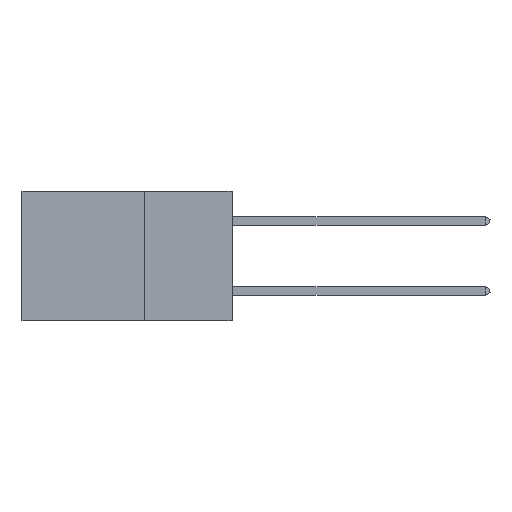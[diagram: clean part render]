
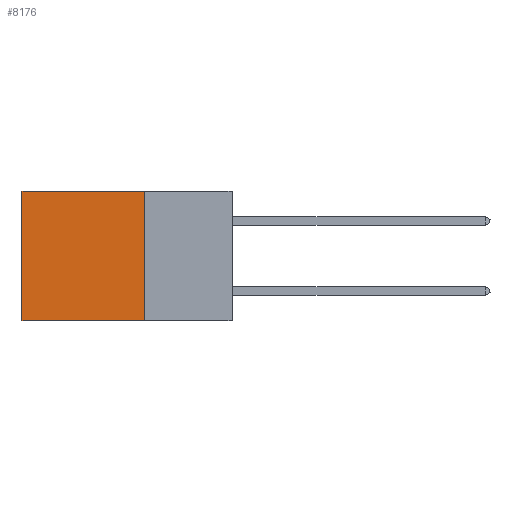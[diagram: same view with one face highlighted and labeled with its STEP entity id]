
A CAD part, left-side view. The second image highlights one B-rep face of the part: STEP entity #8176.
In plain terms, the highlighted planar face has unit normal (-1, 0, 0).
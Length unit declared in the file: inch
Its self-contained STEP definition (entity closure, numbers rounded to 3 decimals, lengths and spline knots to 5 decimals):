
#446 = VECTOR ( 'NONE', #7132, 39.37008 ) ;
#682 = VERTEX_POINT ( 'NONE', #11825 ) ;
#2110 = LINE ( 'NONE', #19840, #446 ) ;
#4311 = EDGE_CURVE ( 'NONE', #17688, #27932, #9535, .T. ) ;
#6867 = LINE ( 'NONE', #13554, #7666 ) ;
#7132 = DIRECTION ( 'NONE',  ( 0., 1., 0. ) ) ;
#7666 = VECTOR ( 'NONE', #16119, 39.37008 ) ;
#8176 = ADVANCED_FACE ( 'NONE', ( #20304 ), #19468, .F. ) ;
#9008 = CARTESIAN_POINT ( 'NONE',  ( 0.2875, 0.25, 0. ) ) ;
#9535 = LINE ( 'NONE', #11332, #29753 ) ;
#9802 = LINE ( 'NONE', #10911, #28451 ) ;
#10911 = CARTESIAN_POINT ( 'NONE',  ( 0.2875, 0.6, 0. ) ) ;
#11332 = CARTESIAN_POINT ( 'NONE',  ( 0.2875, 0.25, 0. ) ) ;
#11470 = ORIENTED_EDGE ( 'NONE', *, *, #14482, .F. ) ;
#11825 = CARTESIAN_POINT ( 'NONE',  ( 0.2875, 0.25, -0.37 ) ) ;
#11874 = DIRECTION ( 'NONE',  ( 0., 0., -1. ) ) ;
#13554 = CARTESIAN_POINT ( 'NONE',  ( 0.2875, 0.25, 0. ) ) ;
#13910 = DIRECTION ( 'NONE',  ( 0., 1., 0. ) ) ;
#14482 = EDGE_CURVE ( 'NONE', #17688, #682, #6867, .T. ) ;
#14646 = VERTEX_POINT ( 'NONE', #16763 ) ;
#16083 = DIRECTION ( 'NONE',  ( 0., 0., -1. ) ) ;
#16119 = DIRECTION ( 'NONE',  ( 0., 0., -1. ) ) ;
#16763 = CARTESIAN_POINT ( 'NONE',  ( 0.2875, 0.6, -0.37 ) ) ;
#17688 = VERTEX_POINT ( 'NONE', #9008 ) ;
#19468 = PLANE ( 'NONE',  #25991 ) ;
#19490 = EDGE_CURVE ( 'NONE', #682, #14646, #2110, .T. ) ;
#19840 = CARTESIAN_POINT ( 'NONE',  ( 0.2875, 0.25, -0.37 ) ) ;
#20304 = FACE_OUTER_BOUND ( 'NONE', #30010, .T. ) ;
#20566 = ORIENTED_EDGE ( 'NONE', *, *, #21033, .T. ) ;
#21033 = EDGE_CURVE ( 'NONE', #27932, #14646, #9802, .T. ) ;
#22004 = CARTESIAN_POINT ( 'NONE',  ( 0.2875, 0.25, 0. ) ) ;
#23732 = ORIENTED_EDGE ( 'NONE', *, *, #19490, .F. ) ;
#25162 = CARTESIAN_POINT ( 'NONE',  ( 0.2875, 0.6, 0. ) ) ;
#25991 = AXIS2_PLACEMENT_3D ( 'NONE', #22004, #27057, #11874 ) ;
#26369 = ORIENTED_EDGE ( 'NONE', *, *, #4311, .T. ) ;
#27057 = DIRECTION ( 'NONE',  ( 1., 0., 0. ) ) ;
#27932 = VERTEX_POINT ( 'NONE', #25162 ) ;
#28451 = VECTOR ( 'NONE', #16083, 39.37008 ) ;
#29753 = VECTOR ( 'NONE', #13910, 39.37008 ) ;
#30010 = EDGE_LOOP ( 'NONE', ( #20566, #23732, #11470, #26369 ) ) ;
